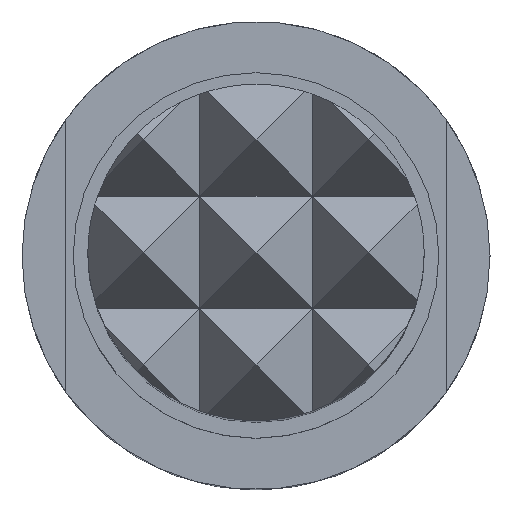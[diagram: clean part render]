
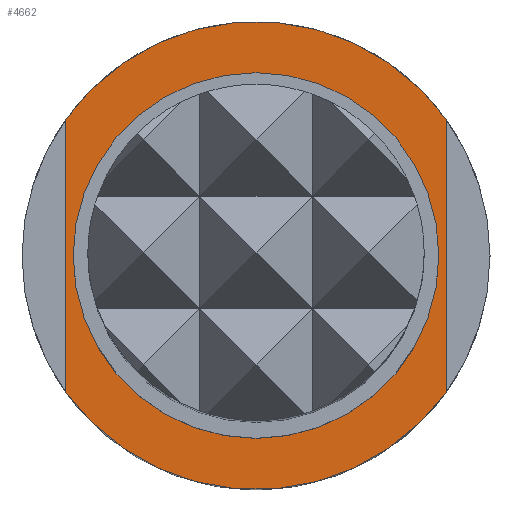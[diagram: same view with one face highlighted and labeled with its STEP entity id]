
A CAD part, top view. The second image highlights one B-rep face of the part: STEP entity #4662.
In plain terms, the highlighted planar face has unit normal (0, 0, 1).
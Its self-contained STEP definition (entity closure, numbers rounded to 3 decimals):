
#1 = VERTEX_POINT ( 'NONE', #10302 ) ;
#5 = FACE_BOUND ( 'NONE', #61, .T. ) ;
#61 = EDGE_LOOP ( 'NONE', ( #7720, #2107 ) ) ;
#447 = CARTESIAN_POINT ( 'NONE',  ( 1.25, 0., -0.4 ) ) ;
#789 = CIRCLE ( 'NONE', #6462, 1.6 ) ;
#794 = CIRCLE ( 'NONE', #7527, 1.6 ) ;
#1297 = CARTESIAN_POINT ( 'NONE',  ( -1.25, 0., -0.4 ) ) ;
#1473 = CIRCLE ( 'NONE', #11291, 1.25 ) ;
#1510 = VECTOR ( 'NONE', #12116, 1000. ) ;
#1751 = DIRECTION ( 'NONE',  ( 0., 0., -1. ) ) ;
#2040 = CARTESIAN_POINT ( 'NONE',  ( 0., 0., -0.4 ) ) ;
#2107 = ORIENTED_EDGE ( 'NONE', *, *, #7033, .T. ) ;
#2520 = DIRECTION ( 'NONE',  ( 0., 0., 1. ) ) ;
#2521 = FACE_OUTER_BOUND ( 'NONE', #9872, .T. ) ;
#2598 = CARTESIAN_POINT ( 'NONE',  ( 0., 0., -0.4 ) ) ;
#2972 = DIRECTION ( 'NONE',  ( -1., 0., 0. ) ) ;
#3355 = EDGE_CURVE ( 'NONE', #4797, #1, #789, .T. ) ;
#3538 = DIRECTION ( 'NONE',  ( -1., 0., 0. ) ) ;
#3591 = PLANE ( 'NONE',  #6138 ) ;
#3661 = CARTESIAN_POINT ( 'NONE',  ( 1.3, 1.597, -0.4 ) ) ;
#3788 = ORIENTED_EDGE ( 'NONE', *, *, #3829, .T. ) ;
#3829 = EDGE_CURVE ( 'NONE', #1, #10026, #3989, .T. ) ;
#3989 = LINE ( 'NONE', #3661, #1510 ) ;
#4161 = CARTESIAN_POINT ( 'NONE',  ( -1.3, 0.933, -0.4 ) ) ;
#4662 = ADVANCED_FACE ( 'NONE', ( #2521, #5 ), #3591, .F. ) ;
#4797 = VERTEX_POINT ( 'NONE', #5655 ) ;
#4870 = DIRECTION ( 'NONE',  ( 0., -1., 0. ) ) ;
#5379 = DIRECTION ( 'NONE',  ( 0., 0., 1. ) ) ;
#5628 = CIRCLE ( 'NONE', #6483, 1.25 ) ;
#5655 = CARTESIAN_POINT ( 'NONE',  ( -1.3, -0.933, -0.4 ) ) ;
#6069 = VERTEX_POINT ( 'NONE', #447 ) ;
#6138 = AXIS2_PLACEMENT_3D ( 'NONE', #7377, #1751, #8311 ) ;
#6462 = AXIS2_PLACEMENT_3D ( 'NONE', #8146, #2520, #9075 ) ;
#6483 = AXIS2_PLACEMENT_3D ( 'NONE', #2040, #8591, #2972 ) ;
#6862 = ORIENTED_EDGE ( 'NONE', *, *, #9418, .T. ) ;
#6982 = LINE ( 'NONE', #8615, #11648 ) ;
#7033 = EDGE_CURVE ( 'NONE', #9151, #6069, #1473, .T. ) ;
#7377 = CARTESIAN_POINT ( 'NONE',  ( 0., 0., -0.4 ) ) ;
#7527 = AXIS2_PLACEMENT_3D ( 'NONE', #10999, #5379, #11912 ) ;
#7720 = ORIENTED_EDGE ( 'NONE', *, *, #10201, .T. ) ;
#7919 = ORIENTED_EDGE ( 'NONE', *, *, #10533, .T. ) ;
#8146 = CARTESIAN_POINT ( 'NONE',  ( 0., 0., -0.4 ) ) ;
#8311 = DIRECTION ( 'NONE',  ( -1., 0., 0. ) ) ;
#8591 = DIRECTION ( 'NONE',  ( 0., 0., -1. ) ) ;
#8615 = CARTESIAN_POINT ( 'NONE',  ( -1.3, 1.597, -0.4 ) ) ;
#9075 = DIRECTION ( 'NONE',  ( -1., 0., 0. ) ) ;
#9131 = DIRECTION ( 'NONE',  ( 0., 0., -1. ) ) ;
#9151 = VERTEX_POINT ( 'NONE', #1297 ) ;
#9418 = EDGE_CURVE ( 'NONE', #11672, #4797, #6982, .T. ) ;
#9872 = EDGE_LOOP ( 'NONE', ( #6862, #10785, #3788, #7919 ) ) ;
#10026 = VERTEX_POINT ( 'NONE', #10849 ) ;
#10201 = EDGE_CURVE ( 'NONE', #6069, #9151, #5628, .T. ) ;
#10302 = CARTESIAN_POINT ( 'NONE',  ( 1.3, -0.933, -0.4 ) ) ;
#10533 = EDGE_CURVE ( 'NONE', #10026, #11672, #794, .T. ) ;
#10785 = ORIENTED_EDGE ( 'NONE', *, *, #3355, .T. ) ;
#10849 = CARTESIAN_POINT ( 'NONE',  ( 1.3, 0.933, -0.4 ) ) ;
#10999 = CARTESIAN_POINT ( 'NONE',  ( 0., 0., -0.4 ) ) ;
#11291 = AXIS2_PLACEMENT_3D ( 'NONE', #2598, #9131, #3538 ) ;
#11648 = VECTOR ( 'NONE', #4870, 1000. ) ;
#11672 = VERTEX_POINT ( 'NONE', #4161 ) ;
#11912 = DIRECTION ( 'NONE',  ( -1., 0., 0. ) ) ;
#12116 = DIRECTION ( 'NONE',  ( 0., 1., 0. ) ) ;
